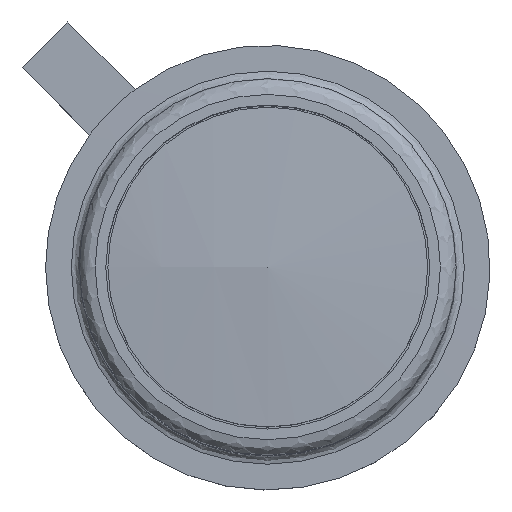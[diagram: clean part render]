
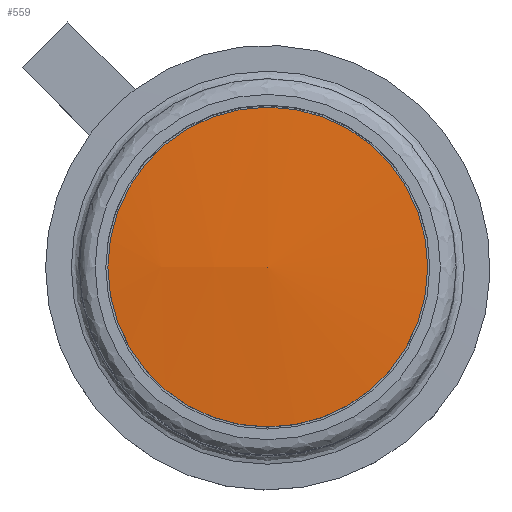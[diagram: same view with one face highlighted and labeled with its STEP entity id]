
A CAD part, top view. The second image highlights one B-rep face of the part: STEP entity #559.
In plain terms, the highlighted spherical face has radius 22.118 mm.
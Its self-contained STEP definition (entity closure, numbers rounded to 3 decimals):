
#559 = ADVANCED_FACE('',(#560),#581,.T.);
#560 = FACE_BOUND('',#561,.F.);
#561 = EDGE_LOOP('',(#562,#573,#580));
#562 = ORIENTED_EDGE('',*,*,#563,.T.);
#563 = EDGE_CURVE('',#564,#566,#568,.T.);
#564 = VERTEX_POINT('',#565);
#565 = CARTESIAN_POINT('',(1.27,0.,10.4));
#566 = VERTEX_POINT('',#567);
#567 = CARTESIAN_POINT('',(-0.831,0.,10.3));
#568 = CIRCLE('',#569,22.118);
#569 = AXIS2_PLACEMENT_3D('',#570,#571,#572);
#570 = CARTESIAN_POINT('',(1.27,0.,-11.718));
#571 = DIRECTION('',(0.,-1.,0.));
#572 = DIRECTION('',(1.,0.,0.));
#573 = ORIENTED_EDGE('',*,*,#574,.F.);
#574 = EDGE_CURVE('',#566,#566,#575,.T.);
#575 = CIRCLE('',#576,2.101);
#576 = AXIS2_PLACEMENT_3D('',#577,#578,#579);
#577 = CARTESIAN_POINT('',(1.27,0.,10.3));
#578 = DIRECTION('',(0.,0.,1.));
#579 = DIRECTION('',(-1.,0.,0.));
#580 = ORIENTED_EDGE('',*,*,#563,.F.);
#581 = SPHERICAL_SURFACE('',#582,22.118);
#582 = AXIS2_PLACEMENT_3D('',#583,#584,#585);
#583 = CARTESIAN_POINT('',(1.27,0.,-11.718));
#584 = DIRECTION('',(0.,0.,-1.));
#585 = DIRECTION('',(-1.,0.,0.));
